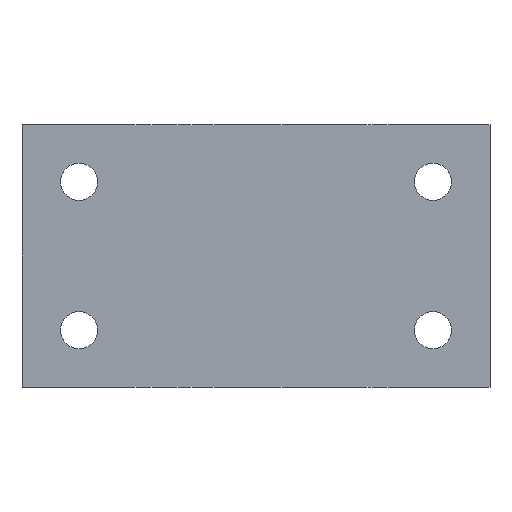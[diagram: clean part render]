
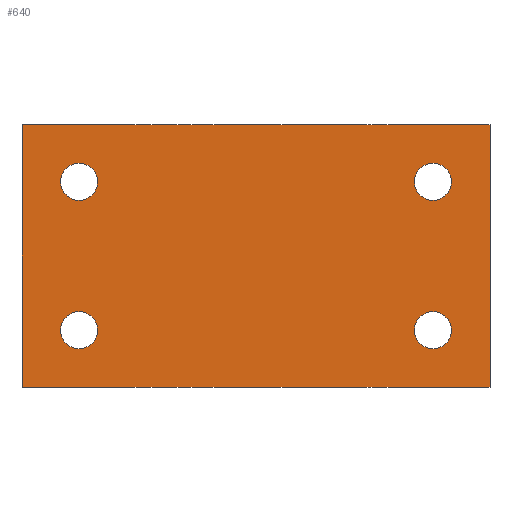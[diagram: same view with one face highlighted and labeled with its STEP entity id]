
A CAD part, front view. The second image highlights one B-rep face of the part: STEP entity #640.
In plain terms, the highlighted planar face has unit normal (0, -1, 0).
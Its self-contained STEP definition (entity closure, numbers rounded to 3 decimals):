
#1=DIRECTION('',(1.,0.,0.));
#2=VECTOR('',#1,82.);
#3=CARTESIAN_POINT('',(-41.,0.,23.));
#4=LINE('',#3,#2);
#5=DIRECTION('',(0.,0.,-1.));
#6=VECTOR('',#5,46.);
#7=CARTESIAN_POINT('',(41.,0.,23.));
#8=LINE('',#7,#6);
#9=DIRECTION('',(-1.,0.,0.));
#10=VECTOR('',#9,82.);
#11=CARTESIAN_POINT('',(41.,0.,-23.));
#12=LINE('',#11,#10);
#13=DIRECTION('',(0.,0.,1.));
#14=VECTOR('',#13,46.);
#15=CARTESIAN_POINT('',(-41.,0.,-23.));
#16=LINE('',#15,#14);
#17=CARTESIAN_POINT('',(31.,0.,13.));
#18=DIRECTION('',(0.,1.,0.));
#19=DIRECTION('',(-1.,0.,0.));
#20=AXIS2_PLACEMENT_3D('',#17,#18,#19);
#22=CARTESIAN_POINT('',(31.,0.,13.));
#23=DIRECTION('',(0.,1.,0.));
#24=DIRECTION('',(1.,0.,0.));
#25=AXIS2_PLACEMENT_3D('',#22,#23,#24);
#27=CARTESIAN_POINT('',(31.,0.,-13.));
#28=DIRECTION('',(0.,1.,0.));
#29=DIRECTION('',(-1.,0.,0.));
#30=AXIS2_PLACEMENT_3D('',#27,#28,#29);
#32=CARTESIAN_POINT('',(31.,0.,-13.));
#33=DIRECTION('',(0.,1.,0.));
#34=DIRECTION('',(1.,0.,0.));
#35=AXIS2_PLACEMENT_3D('',#32,#33,#34);
#37=CARTESIAN_POINT('',(-31.,0.,-13.));
#38=DIRECTION('',(0.,1.,0.));
#39=DIRECTION('',(-1.,0.,0.));
#40=AXIS2_PLACEMENT_3D('',#37,#38,#39);
#42=CARTESIAN_POINT('',(-31.,0.,-13.));
#43=DIRECTION('',(0.,1.,0.));
#44=DIRECTION('',(1.,0.,0.));
#45=AXIS2_PLACEMENT_3D('',#42,#43,#44);
#47=CARTESIAN_POINT('',(-31.,0.,13.));
#48=DIRECTION('',(0.,1.,0.));
#49=DIRECTION('',(-1.,0.,0.));
#50=AXIS2_PLACEMENT_3D('',#47,#48,#49);
#52=CARTESIAN_POINT('',(-31.,0.,13.));
#53=DIRECTION('',(0.,1.,0.));
#54=DIRECTION('',(1.,0.,0.));
#55=AXIS2_PLACEMENT_3D('',#52,#53,#54);
#465=CARTESIAN_POINT('',(-41.,0.,23.));
#466=CARTESIAN_POINT('',(41.,0.,23.));
#467=VERTEX_POINT('',#465);
#468=VERTEX_POINT('',#466);
#469=CARTESIAN_POINT('',(41.,0.,-23.));
#470=VERTEX_POINT('',#469);
#471=CARTESIAN_POINT('',(-41.,0.,-23.));
#472=VERTEX_POINT('',#471);
#569=CARTESIAN_POINT('',(27.75,0.,13.));
#570=CARTESIAN_POINT('',(34.25,0.,13.));
#571=VERTEX_POINT('',#569);
#572=VERTEX_POINT('',#570);
#573=CARTESIAN_POINT('',(27.75,0.,-13.));
#574=CARTESIAN_POINT('',(34.25,0.,-13.));
#575=VERTEX_POINT('',#573);
#576=VERTEX_POINT('',#574);
#577=CARTESIAN_POINT('',(-34.25,0.,-13.));
#578=CARTESIAN_POINT('',(-27.75,0.,-13.));
#579=VERTEX_POINT('',#577);
#580=VERTEX_POINT('',#578);
#581=CARTESIAN_POINT('',(-34.25,0.,13.));
#582=CARTESIAN_POINT('',(-27.75,0.,13.));
#583=VERTEX_POINT('',#581);
#584=VERTEX_POINT('',#582);
#601=CARTESIAN_POINT('',(0.,0.,0.));
#602=DIRECTION('',(0.,1.,0.));
#603=DIRECTION('',(1.,0.,0.));
#604=AXIS2_PLACEMENT_3D('',#601,#602,#603);
#605=PLANE('',#604);
#607=ORIENTED_EDGE('',*,*,#606,.T.);
#609=ORIENTED_EDGE('',*,*,#608,.T.);
#611=ORIENTED_EDGE('',*,*,#610,.T.);
#613=ORIENTED_EDGE('',*,*,#612,.T.);
#614=EDGE_LOOP('',(#607,#609,#611,#613));
#615=FACE_OUTER_BOUND('',#614,.F.);
#617=ORIENTED_EDGE('',*,*,#616,.F.);
#619=ORIENTED_EDGE('',*,*,#618,.F.);
#620=EDGE_LOOP('',(#617,#619));
#621=FACE_BOUND('',#620,.F.);
#623=ORIENTED_EDGE('',*,*,#622,.F.);
#625=ORIENTED_EDGE('',*,*,#624,.F.);
#626=EDGE_LOOP('',(#623,#625));
#627=FACE_BOUND('',#626,.F.);
#629=ORIENTED_EDGE('',*,*,#628,.F.);
#631=ORIENTED_EDGE('',*,*,#630,.F.);
#632=EDGE_LOOP('',(#629,#631));
#633=FACE_BOUND('',#632,.F.);
#635=ORIENTED_EDGE('',*,*,#634,.F.);
#637=ORIENTED_EDGE('',*,*,#636,.F.);
#638=EDGE_LOOP('',(#635,#637));
#639=FACE_BOUND('',#638,.F.);
#640=ADVANCED_FACE('',(#615,#621,#627,#633,#639),#605,.F.);
#21=CIRCLE('',#20,3.25);
#26=CIRCLE('',#25,3.25);
#31=CIRCLE('',#30,3.25);
#36=CIRCLE('',#35,3.25);
#41=CIRCLE('',#40,3.25);
#46=CIRCLE('',#45,3.25);
#51=CIRCLE('',#50,3.25);
#56=CIRCLE('',#55,3.25);
#606=EDGE_CURVE('',#467,#468,#4,.T.);
#608=EDGE_CURVE('',#468,#470,#8,.T.);
#610=EDGE_CURVE('',#470,#472,#12,.T.);
#612=EDGE_CURVE('',#472,#467,#16,.T.);
#616=EDGE_CURVE('',#571,#572,#21,.T.);
#618=EDGE_CURVE('',#572,#571,#26,.T.);
#622=EDGE_CURVE('',#575,#576,#31,.T.);
#624=EDGE_CURVE('',#576,#575,#36,.T.);
#628=EDGE_CURVE('',#579,#580,#41,.T.);
#630=EDGE_CURVE('',#580,#579,#46,.T.);
#634=EDGE_CURVE('',#583,#584,#51,.T.);
#636=EDGE_CURVE('',#584,#583,#56,.T.);
